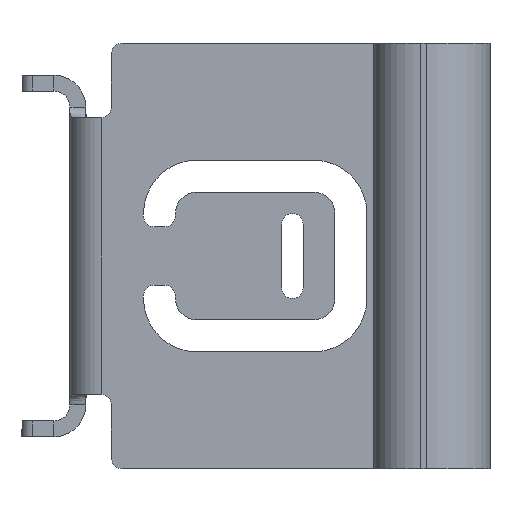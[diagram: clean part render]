
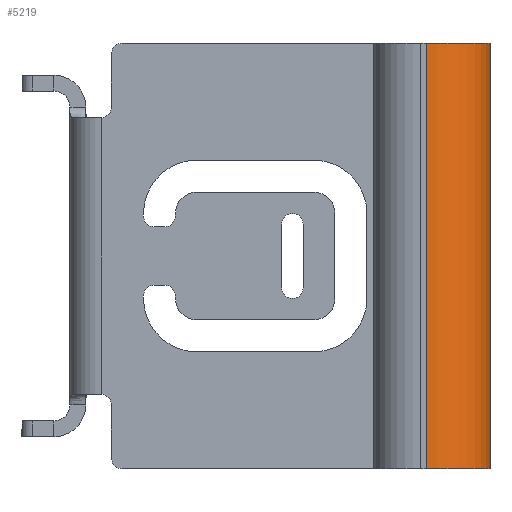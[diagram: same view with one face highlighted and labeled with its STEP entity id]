
A CAD part, left-side view. The second image highlights one B-rep face of the part: STEP entity #5219.
In plain terms, the highlighted cylindrical face has radius 6 mm (diameter 12 mm), a partial arc.
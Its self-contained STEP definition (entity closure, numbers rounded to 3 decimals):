
#56 = DIRECTION ( 'NONE',  ( 0., 0., 1. ) ) ;
#102 = DIRECTION ( 'NONE',  ( 0., 0., 1. ) ) ;
#208 = ORIENTED_EDGE ( 'NONE', *, *, #3863, .F. ) ;
#764 = ORIENTED_EDGE ( 'NONE', *, *, #4385, .F. ) ;
#1192 = VERTEX_POINT ( 'NONE', #6017 ) ;
#1751 = CIRCLE ( 'NONE', #5665, 6. ) ;
#1823 = EDGE_CURVE ( 'NONE', #5435, #1192, #2299, .T. ) ;
#1847 = CARTESIAN_POINT ( 'NONE',  ( -98.5, -32., 20. ) ) ;
#1888 = VERTEX_POINT ( 'NONE', #5302 ) ;
#2032 = DIRECTION ( 'NONE',  ( 0., 1., 0. ) ) ;
#2299 = LINE ( 'NONE', #5117, #4651 ) ;
#2337 = CARTESIAN_POINT ( 'NONE',  ( -92.5, -32., 20. ) ) ;
#2410 = DIRECTION ( 'NONE',  ( 0., 0., -1. ) ) ;
#2439 = CARTESIAN_POINT ( 'NONE',  ( -92.5, -32., -20. ) ) ;
#2666 = ORIENTED_EDGE ( 'NONE', *, *, #3850, .T. ) ;
#2845 = CARTESIAN_POINT ( 'NONE',  ( -98.5, -32., 20. ) ) ;
#2858 = VECTOR ( 'NONE', #4776, 1000. ) ;
#2980 = FACE_OUTER_BOUND ( 'NONE', #5726, .T. ) ;
#3053 = CIRCLE ( 'NONE', #4966, 6. ) ;
#3491 = CARTESIAN_POINT ( 'NONE',  ( -92.5, -32., -42.962 ) ) ;
#3640 = VERTEX_POINT ( 'NONE', #1847 ) ;
#3765 = DIRECTION ( 'NONE',  ( 0., 1., 0. ) ) ;
#3788 = AXIS2_PLACEMENT_3D ( 'NONE', #3491, #102, #2032 ) ;
#3836 = CARTESIAN_POINT ( 'NONE',  ( -86.5, -32., 20. ) ) ;
#3850 = EDGE_CURVE ( 'NONE', #3640, #1888, #6166, .T. ) ;
#3863 = EDGE_CURVE ( 'NONE', #3640, #5435, #3053, .T. ) ;
#4385 = EDGE_CURVE ( 'NONE', #1192, #1888, #1751, .T. ) ;
#4408 = CYLINDRICAL_SURFACE ( 'NONE', #3788, 6. ) ;
#4627 = ORIENTED_EDGE ( 'NONE', *, *, #1823, .F. ) ;
#4651 = VECTOR ( 'NONE', #4653, 1000. ) ;
#4653 = DIRECTION ( 'NONE',  ( 0., 0., -1. ) ) ;
#4776 = DIRECTION ( 'NONE',  ( 0., 0., -1. ) ) ;
#4870 = DIRECTION ( 'NONE',  ( 0., 1., 0. ) ) ;
#4966 = AXIS2_PLACEMENT_3D ( 'NONE', #2337, #56, #3765 ) ;
#5117 = CARTESIAN_POINT ( 'NONE',  ( -86.5, -32., 20. ) ) ;
#5219 = ADVANCED_FACE ( 'NONE', ( #2980 ), #4408, .T. ) ;
#5302 = CARTESIAN_POINT ( 'NONE',  ( -98.5, -32., -20. ) ) ;
#5435 = VERTEX_POINT ( 'NONE', #3836 ) ;
#5665 = AXIS2_PLACEMENT_3D ( 'NONE', #2439, #2410, #4870 ) ;
#5726 = EDGE_LOOP ( 'NONE', ( #764, #4627, #208, #2666 ) ) ;
#6017 = CARTESIAN_POINT ( 'NONE',  ( -86.5, -32., -20. ) ) ;
#6166 = LINE ( 'NONE', #2845, #2858 ) ;
